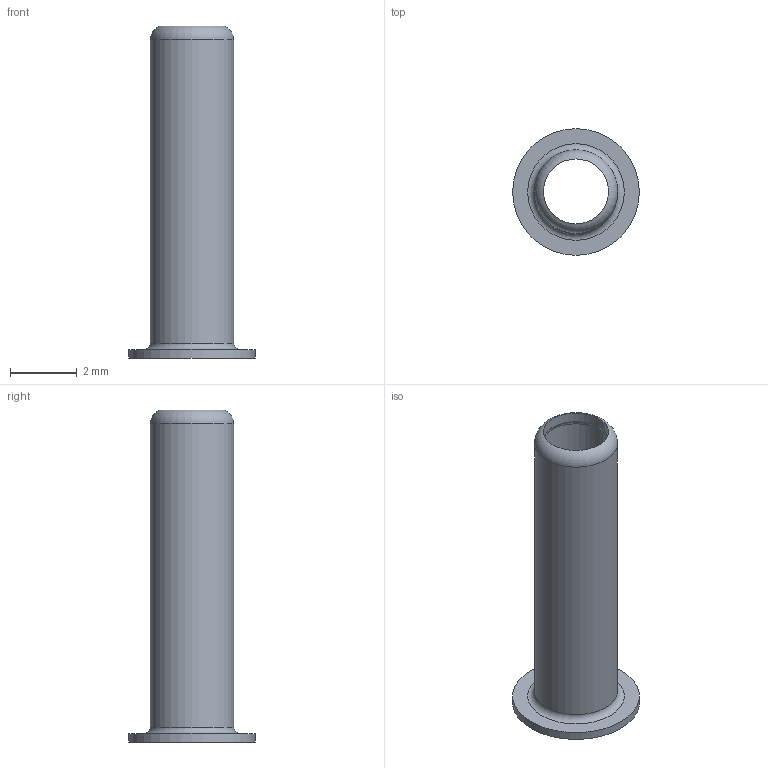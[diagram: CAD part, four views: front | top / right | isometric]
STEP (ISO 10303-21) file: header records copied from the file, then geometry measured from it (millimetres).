
FILE_DESCRIPTION (( 'STEP AP214' ), '1' );
FILE_NAME ('104软管衬套T1-4.STEP', '2019-08-01T08:26:03', ( '' ), ( '' ), 'SwSTEP 2.0', 'SolidWorks 2014', '' );
FILE_SCHEMA (( 'AUTOMOTIVE_DESIGN' ));
Length unit declared in the file: millimetre
Products named in the file (1): 104软管衬套T1-4
Bounding box: 3.8 x 3.8 x 9.96 mm (x, y, z)
Volume: 18.8 mm3; surface area: 155.3 mm2
Topology: 1 solids, 1 shells, 10 faces, 19 edges, 11 vertices
Faces by surface type: cylinder 4, torus 4, plane 2
Full cylindrical faces by diameter (mm): 1.95 x1, 2 x1, 2.5 x1, 3.8 x1
Entity records: 352 total; most frequent: DIRECTION 42, CARTESIAN_POINT 31, AXIS2_PLACEMENT_3D 21, EDGE_LOOP 20, ORIENTED_EDGE 20, FACE_OUTER_BOUND 18, UNCERTAINTY_MEASURE_WITH_UNIT 13, SURFACE_STYLE_FILL_AREA 12
